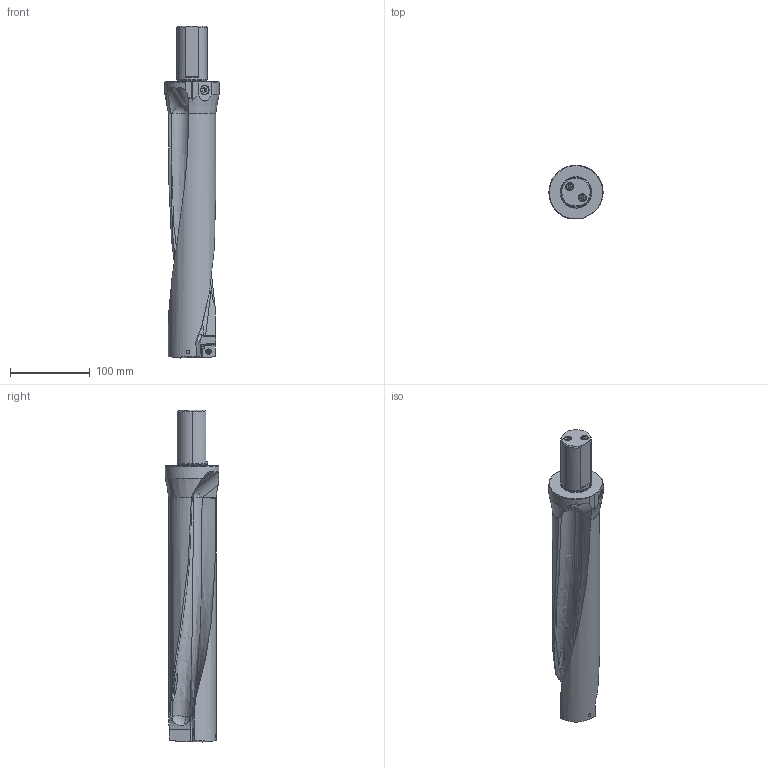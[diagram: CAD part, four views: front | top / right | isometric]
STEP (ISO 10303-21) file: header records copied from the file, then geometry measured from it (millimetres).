
FILE_DESCRIPTION(/* description */ (''),/* implementation_level */ '2;1');
FILE_NAME(/* name */ 'MVX2375X5C150.stp',/* time_stamp */ '2021-04-05T13:01:20+09:00',/* author */ (''),/* organization */ (''),/* preprocessor_version */ 'ST-DEVELOPER v16',/* originating_system */ 'SIEMENS PLM Software NX 10.0',/* authorisation */ '');
FILE_SCHEMA (('AUTOMOTIVE_DESIGN { 1 0 10303 214 3 1 1 1 }'));
Length unit declared in the file: millimetre
Products named in the file (1): MVX2375X5C150_ASM
Bounding box: 68 x 67 x 416.63 mm (x, y, z)
Volume: 596371.4 mm3; surface area: 114004.4 mm2
Topology: 6 solids, 6 shells, 318 faces, 905 edges, 590 vertices
Faces by surface type: cylinder 115, plane 94, cone 59, torus 21, sphere 17, bspline 10, extrusion 2
Entity records: 16580 total; most frequent: CARTESIAN_POINT 8388, ORIENTED_EDGE 1768, DIRECTION 1598, EDGE_CURVE 884, AXIS2_PLACEMENT_3D 636, VERTEX_POINT 585, EDGE_LOOP 337, VECTOR 326
